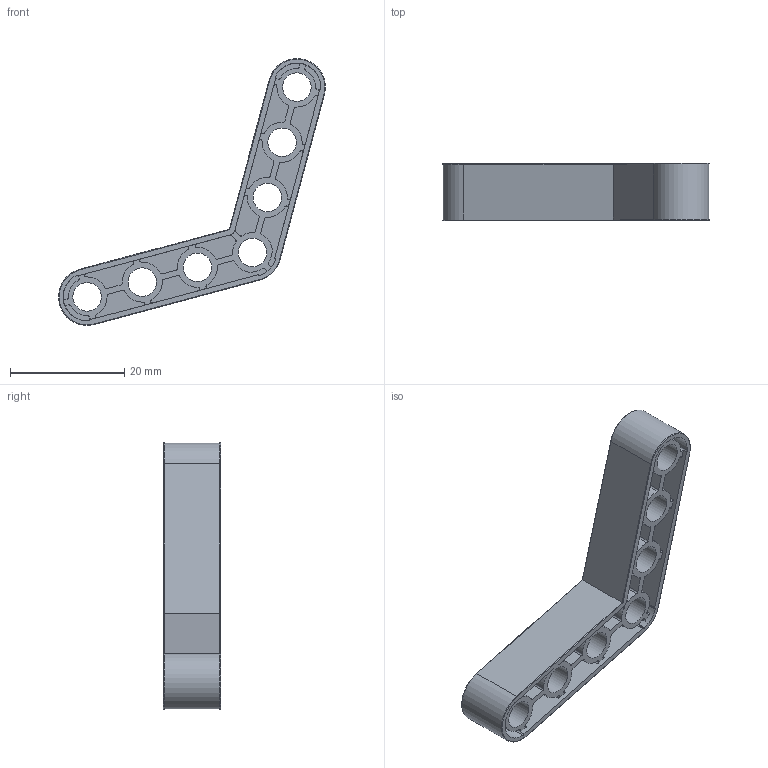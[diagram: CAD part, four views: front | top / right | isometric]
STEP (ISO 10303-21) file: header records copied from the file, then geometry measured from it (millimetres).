
FILE_DESCRIPTION(/* description */ (''),/* implementation_level */ '2;1');
FILE_NAME(/* name */ 'A120.stp',/* time_stamp */ '2019-05-05T20:52:04+02:00',/* author */ ('Varga Daniel'),/* organization */ (''),/* preprocessor_version */ 'ST-DEVELOPER v18',/* originating_system */ 'Autodesk Inventor 2020',/* authorisation */ '');
FILE_SCHEMA (('AUTOMOTIVE_DESIGN { 1 0 10303 214 3 1 1 }'));
Length unit declared in the file: millimetre
Products named in the file (1): A120
Bounding box: 46.7 x 10 x 46.7 mm (x, y, z)
Volume: 2983.5 mm3; surface area: 5971 mm2
Topology: 1 solids, 1 shells, 336 faces, 982 edges, 650 vertices
Faces by surface type: cylinder 230, plane 100, torus 6
Full cylindrical faces by diameter (mm): 5 x7
Entity records: 11427 total; most frequent: DIRECTION 2140, CARTESIAN_POINT 1969, ORIENTED_EDGE 1964, EDGE_CURVE 982, AXIS2_PLACEMENT_3D 821, VERTEX_POINT 650, LINE 498, VECTOR 498
